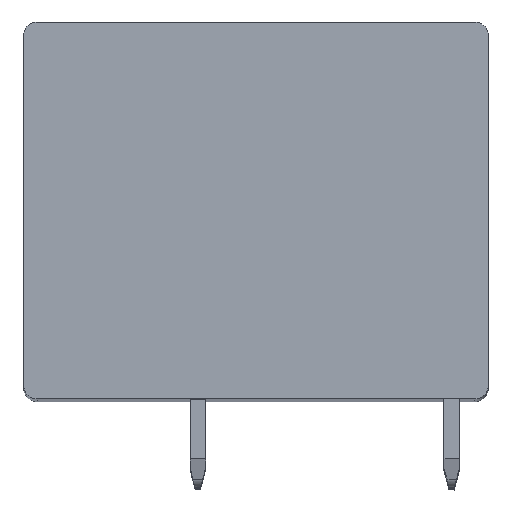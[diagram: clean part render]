
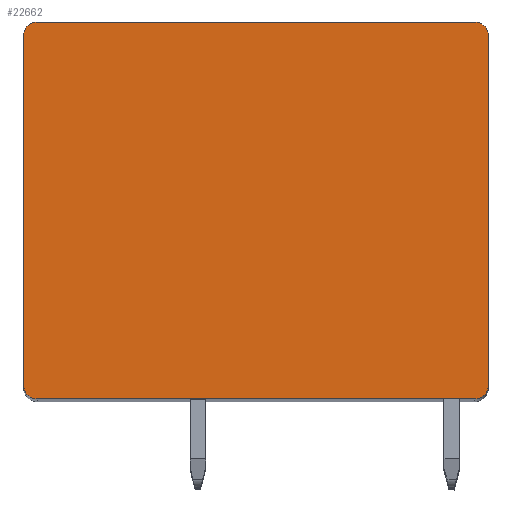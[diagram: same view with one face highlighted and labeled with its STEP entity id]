
A CAD part, top view. The second image highlights one B-rep face of the part: STEP entity #22662.
In plain terms, the highlighted planar face has unit normal (0, 0, 1).
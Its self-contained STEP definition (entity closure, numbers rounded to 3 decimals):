
#8769=CARTESIAN_POINT('',(-11.375,9.1,80.55));
#8770=DIRECTION('',(0.,0.,1.));
#8771=DIRECTION('',(0.,1.,0.));
#8772=AXIS2_PLACEMENT_3D('',#8769,#8770,#8771);
#8774=DIRECTION('',(-1.,0.,0.));
#8775=VECTOR('',#8774,22.75);
#8776=CARTESIAN_POINT('',(11.375,9.8,80.55));
#8777=LINE('',#8776,#8775);
#8778=CARTESIAN_POINT('',(11.375,9.1,80.55));
#8779=DIRECTION('',(0.,0.,1.));
#8780=DIRECTION('',(1.,0.,0.));
#8781=AXIS2_PLACEMENT_3D('',#8778,#8779,#8780);
#8783=DIRECTION('',(0.,1.,0.));
#8784=VECTOR('',#8783,18.2);
#8785=CARTESIAN_POINT('',(12.075,-9.1,80.55));
#8786=LINE('',#8785,#8784);
#8787=CARTESIAN_POINT('',(11.375,-9.1,80.55));
#8788=DIRECTION('',(0.,0.,1.));
#8789=DIRECTION('',(0.,-1.,0.));
#8790=AXIS2_PLACEMENT_3D('',#8787,#8788,#8789);
#8792=DIRECTION('',(1.,0.,0.));
#8793=VECTOR('',#8792,22.75);
#8794=CARTESIAN_POINT('',(-11.375,-9.8,80.55));
#8795=LINE('',#8794,#8793);
#8796=CARTESIAN_POINT('',(-11.375,-9.1,80.55));
#8797=DIRECTION('',(0.,0.,1.));
#8798=DIRECTION('',(-1.,0.,0.));
#8799=AXIS2_PLACEMENT_3D('',#8796,#8797,#8798);
#8801=DIRECTION('',(0.,-1.,0.));
#8802=VECTOR('',#8801,18.2);
#8803=CARTESIAN_POINT('',(-12.075,9.1,80.55));
#8804=LINE('',#8803,#8802);
#9022=CARTESIAN_POINT('',(-11.375,9.8,80.55));
#9023=CARTESIAN_POINT('',(-12.075,9.1,80.55));
#9024=VERTEX_POINT('',#9022);
#9025=VERTEX_POINT('',#9023);
#9030=CARTESIAN_POINT('',(12.075,9.1,80.55));
#9031=VERTEX_POINT('',#9030);
#9032=CARTESIAN_POINT('',(11.375,9.8,80.55));
#9033=VERTEX_POINT('',#9032);
#9038=CARTESIAN_POINT('',(11.375,-9.8,80.55));
#9039=VERTEX_POINT('',#9038);
#9040=CARTESIAN_POINT('',(12.075,-9.1,80.55));
#9041=VERTEX_POINT('',#9040);
#9046=CARTESIAN_POINT('',(-12.075,-9.1,80.55));
#9047=VERTEX_POINT('',#9046);
#9048=CARTESIAN_POINT('',(-11.375,-9.8,80.55));
#9049=VERTEX_POINT('',#9048);
#22647=CARTESIAN_POINT('',(0.,0.,80.55));
#22648=DIRECTION('',(0.,0.,1.));
#22649=DIRECTION('',(1.,0.,0.));
#22650=AXIS2_PLACEMENT_3D('',#22647,#22648,#22649);
#22651=PLANE('',#22650);
#22652=ORIENTED_EDGE('',*,*,#11127,.F.);
#22653=ORIENTED_EDGE('',*,*,#11789,.F.);
#22654=ORIENTED_EDGE('',*,*,#13998,.F.);
#22655=ORIENTED_EDGE('',*,*,#14013,.F.);
#22656=ORIENTED_EDGE('',*,*,#14026,.F.);
#22657=ORIENTED_EDGE('',*,*,#14041,.F.);
#22658=ORIENTED_EDGE('',*,*,#15660,.F.);
#22659=ORIENTED_EDGE('',*,*,#15672,.F.);
#22660=EDGE_LOOP('',(#22652,#22653,#22654,#22655,#22656,#22657,#22658,#22659));
#22661=FACE_OUTER_BOUND('',#22660,.F.);
#8773=CIRCLE('',#8772,0.7);
#8782=CIRCLE('',#8781,0.7);
#8791=CIRCLE('',#8790,0.7);
#8800=CIRCLE('',#8799,0.7);
#11127=EDGE_CURVE('',#9024,#9025,#8773,.T.);
#11789=EDGE_CURVE('',#9033,#9024,#8777,.T.);
#13998=EDGE_CURVE('',#9031,#9033,#8782,.T.);
#14013=EDGE_CURVE('',#9041,#9031,#8786,.T.);
#14026=EDGE_CURVE('',#9039,#9041,#8791,.T.);
#14041=EDGE_CURVE('',#9049,#9039,#8795,.T.);
#15660=EDGE_CURVE('',#9047,#9049,#8800,.T.);
#15672=EDGE_CURVE('',#9025,#9047,#8804,.T.);
#22662=ADVANCED_FACE('',(#22661),#22651,.T.);
